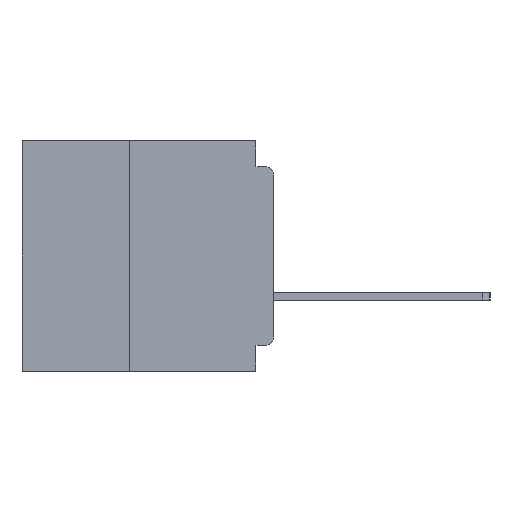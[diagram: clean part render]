
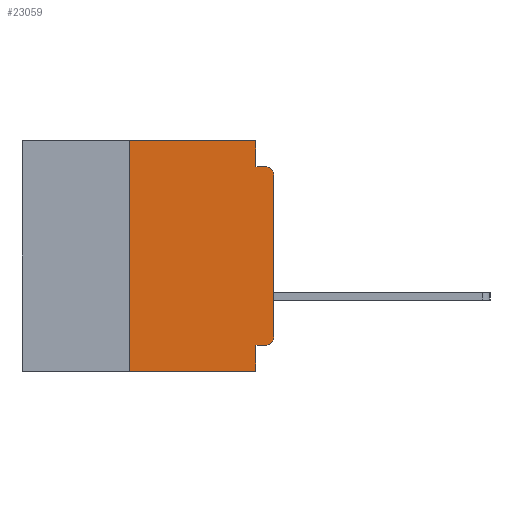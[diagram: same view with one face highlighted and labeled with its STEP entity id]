
A CAD part, left-side view. The second image highlights one B-rep face of the part: STEP entity #23059.
In plain terms, the highlighted planar face has unit normal (-1, 0, 0).
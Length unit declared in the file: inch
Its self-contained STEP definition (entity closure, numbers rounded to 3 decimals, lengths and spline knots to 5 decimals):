
#325 = CARTESIAN_POINT ( 'NONE',  ( 0., 0.015, -0.34 ) ) ;
#1247 = VERTEX_POINT ( 'NONE', #23905 ) ;
#2870 = VECTOR ( 'NONE', #22979, 39.37008 ) ;
#2918 = CARTESIAN_POINT ( 'NONE',  ( 0., 0.031, -0.4 ) ) ;
#3756 = CARTESIAN_POINT ( 'NONE',  ( 0., 0., 0. ) ) ;
#3783 = VECTOR ( 'NONE', #46969, 39.37008 ) ;
#4078 = DIRECTION ( 'NONE',  ( 0., 0., -1. ) ) ;
#4232 = DIRECTION ( 'NONE',  ( 0., -1., 0. ) ) ;
#5083 = VERTEX_POINT ( 'NONE', #9540 ) ;
#5389 = EDGE_CURVE ( 'NONE', #17454, #5083, #31307, .T. ) ;
#8297 = CARTESIAN_POINT ( 'NONE',  ( 0., 0.031, 0. ) ) ;
#8517 = ORIENTED_EDGE ( 'NONE', *, *, #24680, .T. ) ;
#9060 = CARTESIAN_POINT ( 'NONE',  ( 0., 0.25, -0.4 ) ) ;
#9193 = ORIENTED_EDGE ( 'NONE', *, *, #42702, .T. ) ;
#9540 = CARTESIAN_POINT ( 'NONE',  ( 0., 0.031, 0. ) ) ;
#10300 = ORIENTED_EDGE ( 'NONE', *, *, #37597, .F. ) ;
#10998 = ORIENTED_EDGE ( 'NONE', *, *, #36437, .F. ) ;
#12482 = ORIENTED_EDGE ( 'NONE', *, *, #5389, .F. ) ;
#14306 = ORIENTED_EDGE ( 'NONE', *, *, #26381, .F. ) ;
#14439 = DIRECTION ( 'NONE',  ( 1., 0., 0. ) ) ;
#14471 = VECTOR ( 'NONE', #33101, 39.37008 ) ;
#14882 = ORIENTED_EDGE ( 'NONE', *, *, #33610, .T. ) ;
#15251 = CARTESIAN_POINT ( 'NONE',  ( 0., 0., -0.045 ) ) ;
#15637 = VERTEX_POINT ( 'NONE', #37607 ) ;
#16563 = ORIENTED_EDGE ( 'NONE', *, *, #21800, .F. ) ;
#17034 = ORIENTED_EDGE ( 'NONE', *, *, #23858, .F. ) ;
#17054 = DIRECTION ( 'NONE',  ( -1., 0., 0. ) ) ;
#17454 = VERTEX_POINT ( 'NONE', #31376 ) ;
#18912 = ORIENTED_EDGE ( 'NONE', *, *, #29110, .T. ) ;
#20470 = VERTEX_POINT ( 'NONE', #39544 ) ;
#21800 = EDGE_CURVE ( 'NONE', #27917, #15637, #47087, .T. ) ;
#22773 = VERTEX_POINT ( 'NONE', #23254 ) ;
#22805 = AXIS2_PLACEMENT_3D ( 'NONE', #325, #26011, #4078 ) ;
#22979 = DIRECTION ( 'NONE',  ( 0., 1., 0. ) ) ;
#23059 = ADVANCED_FACE ( 'NONE', ( #46913 ), #36370, .F. ) ;
#23254 = CARTESIAN_POINT ( 'NONE',  ( 0., 0.031, -0.045 ) ) ;
#23858 = EDGE_CURVE ( 'NONE', #26138, #27917, #33249, .T. ) ;
#23905 = CARTESIAN_POINT ( 'NONE',  ( 0., 0., -0.06 ) ) ;
#24198 = LINE ( 'NONE', #29412, #14471 ) ;
#24680 = EDGE_CURVE ( 'NONE', #20470, #1247, #35472, .T. ) ;
#26011 = DIRECTION ( 'NONE',  ( -1., 0., 0. ) ) ;
#26138 = VERTEX_POINT ( 'NONE', #30990 ) ;
#26381 = EDGE_CURVE ( 'NONE', #46852, #17454, #32973, .T. ) ;
#26577 = CARTESIAN_POINT ( 'NONE',  ( 0., 0.015, -0.045 ) ) ;
#26628 = VECTOR ( 'NONE', #35931, 39.37008 ) ;
#26879 = CIRCLE ( 'NONE', #22805, 0.015 ) ;
#27917 = VERTEX_POINT ( 'NONE', #40663 ) ;
#29110 = EDGE_CURVE ( 'NONE', #26138, #20470, #26879, .T. ) ;
#29412 = CARTESIAN_POINT ( 'NONE',  ( 0., 0.437, -0.4 ) ) ;
#29614 = LINE ( 'NONE', #15251, #38225 ) ;
#29804 = CARTESIAN_POINT ( 'NONE',  ( 0., 0.437, 0. ) ) ;
#29825 = VERTEX_POINT ( 'NONE', #26577 ) ;
#30990 = CARTESIAN_POINT ( 'NONE',  ( 0., 0.015, -0.355 ) ) ;
#31307 = LINE ( 'NONE', #29804, #42168 ) ;
#31376 = CARTESIAN_POINT ( 'NONE',  ( 0., 0.25, 0. ) ) ;
#32485 = CARTESIAN_POINT ( 'NONE',  ( 0., 0.437, 0. ) ) ;
#32973 = LINE ( 'NONE', #43406, #3783 ) ;
#33101 = DIRECTION ( 'NONE',  ( 0., -1., 0. ) ) ;
#33127 = AXIS2_PLACEMENT_3D ( 'NONE', #38953, #17054, #42601 ) ;
#33249 = LINE ( 'NONE', #41191, #2870 ) ;
#33460 = DIRECTION ( 'NONE',  ( 0., -1., 0. ) ) ;
#33544 = CIRCLE ( 'NONE', #33127, 0.015 ) ;
#33610 = EDGE_CURVE ( 'NONE', #46852, #15637, #24198, .T. ) ;
#35472 = LINE ( 'NONE', #3756, #43980 ) ;
#35931 = DIRECTION ( 'NONE',  ( 0., 0., -1. ) ) ;
#36370 = PLANE ( 'NONE',  #44571 ) ;
#36437 = EDGE_CURVE ( 'NONE', #5083, #22773, #44550, .T. ) ;
#36743 = DIRECTION ( 'NONE',  ( 0., 0., 1. ) ) ;
#37597 = EDGE_CURVE ( 'NONE', #22773, #29825, #29614, .T. ) ;
#37607 = CARTESIAN_POINT ( 'NONE',  ( 0., 0.031, -0.4 ) ) ;
#38225 = VECTOR ( 'NONE', #33460, 39.37008 ) ;
#38942 = EDGE_LOOP ( 'NONE', ( #8517, #9193, #10300, #10998, #12482, #14306, #14882, #16563, #17034, #18912 ) ) ;
#38953 = CARTESIAN_POINT ( 'NONE',  ( 0., 0.015, -0.06 ) ) ;
#39544 = CARTESIAN_POINT ( 'NONE',  ( 0., 0., -0.34 ) ) ;
#40009 = DIRECTION ( 'NONE',  ( 0., 0., -1. ) ) ;
#40663 = CARTESIAN_POINT ( 'NONE',  ( 0., 0.031, -0.355 ) ) ;
#41191 = CARTESIAN_POINT ( 'NONE',  ( 0., 0., -0.355 ) ) ;
#41221 = DIRECTION ( 'NONE',  ( 0., 0., -1. ) ) ;
#42168 = VECTOR ( 'NONE', #4232, 39.37008 ) ;
#42601 = DIRECTION ( 'NONE',  ( 0., 0., -1. ) ) ;
#42702 = EDGE_CURVE ( 'NONE', #1247, #29825, #33544, .T. ) ;
#43406 = CARTESIAN_POINT ( 'NONE',  ( 0., 0.25, -0.4 ) ) ;
#43449 = VECTOR ( 'NONE', #41221, 39.37008 ) ;
#43980 = VECTOR ( 'NONE', #36743, 39.37008 ) ;
#44550 = LINE ( 'NONE', #8297, #43449 ) ;
#44571 = AXIS2_PLACEMENT_3D ( 'NONE', #32485, #14439, #40009 ) ;
#46852 = VERTEX_POINT ( 'NONE', #9060 ) ;
#46913 = FACE_OUTER_BOUND ( 'NONE', #38942, .T. ) ;
#46969 = DIRECTION ( 'NONE',  ( 0., 0., 1. ) ) ;
#47087 = LINE ( 'NONE', #2918, #26628 ) ;
